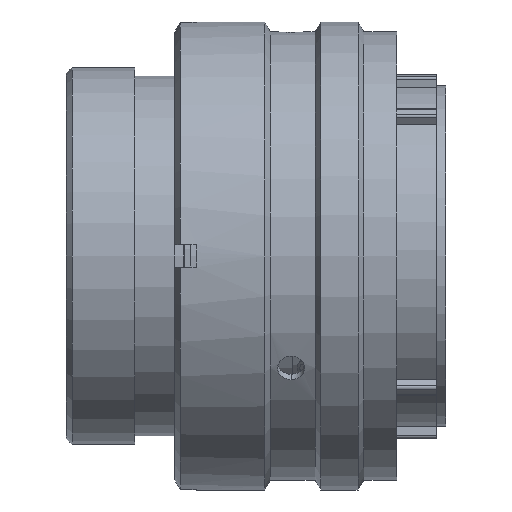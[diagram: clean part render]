
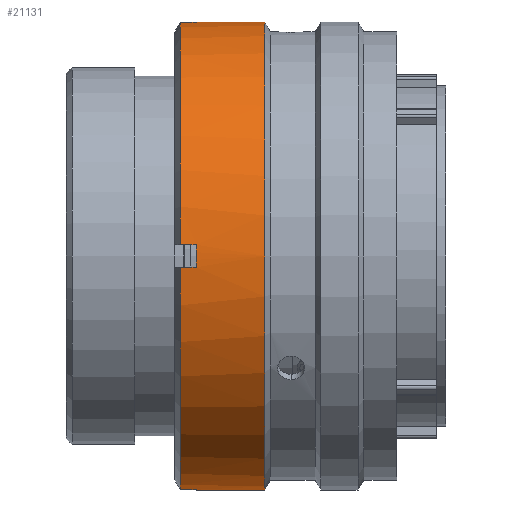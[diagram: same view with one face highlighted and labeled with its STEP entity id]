
A CAD part, front view. The second image highlights one B-rep face of the part: STEP entity #21131.
In plain terms, the highlighted cylindrical face has radius 20.6 mm (diameter 41.2 mm), a partial arc.
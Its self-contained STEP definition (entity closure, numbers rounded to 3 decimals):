
#178 = LINE ( 'NONE', #22876, #93398 ) ;
#733 = VECTOR ( 'NONE', #72824, 1000. ) ;
#1230 = AXIS2_PLACEMENT_3D ( 'NONE', #21321, #45164, #28946 ) ;
#3824 = EDGE_CURVE ( 'NONE', #28843, #3962, #36492, .T. ) ;
#3962 = VERTEX_POINT ( 'NONE', #23453 ) ;
#4396 = EDGE_CURVE ( 'NONE', #30793, #82231, #43486, .T. ) ;
#7143 = CYLINDRICAL_SURFACE ( 'NONE', #30264, 20.6 ) ;
#7581 = EDGE_CURVE ( 'NONE', #14945, #88278, #178, .T. ) ;
#8363 = CARTESIAN_POINT ( 'NONE',  ( 11.42, 0., 0. ) ) ;
#10714 = EDGE_CURVE ( 'NONE', #88278, #30793, #16855, .T. ) ;
#13219 = DIRECTION ( 'NONE',  ( 1., 0., 0. ) ) ;
#13441 = EDGE_CURVE ( 'NONE', #84098, #63478, #90092, .T. ) ;
#14913 = DIRECTION ( 'NONE',  ( 1., 0., 0. ) ) ;
#14945 = VERTEX_POINT ( 'NONE', #56587 ) ;
#15400 = ORIENTED_EDGE ( 'NONE', *, *, #89063, .T. ) ;
#16855 = CIRCLE ( 'NONE', #87546, 20.6 ) ;
#17186 = CARTESIAN_POINT ( 'NONE',  ( 11.42, 0., -20.6 ) ) ;
#19082 = VECTOR ( 'NONE', #13219, 1000. ) ;
#19828 = DIRECTION ( 'NONE',  ( 1., 0., 0. ) ) ;
#20036 = ORIENTED_EDGE ( 'NONE', *, *, #76053, .F. ) ;
#21131 = ADVANCED_FACE ( 'NONE', ( #21256 ), #7143, .T. ) ;
#21256 = FACE_OUTER_BOUND ( 'NONE', #63550, .T. ) ;
#21321 = CARTESIAN_POINT ( 'NONE',  ( 11.42, 0., 0. ) ) ;
#22658 = CARTESIAN_POINT ( 'NONE',  ( 29.07, -20.576, 1. ) ) ;
#22876 = CARTESIAN_POINT ( 'NONE',  ( 29.07, -1., 20.576 ) ) ;
#22960 = CARTESIAN_POINT ( 'NONE',  ( 11.42, -1., -20.576 ) ) ;
#23453 = CARTESIAN_POINT ( 'NONE',  ( 10.02, -1., -20.576 ) ) ;
#25678 = CARTESIAN_POINT ( 'NONE',  ( 29.07, -1., -20.576 ) ) ;
#26462 = CIRCLE ( 'NONE', #76651, 20.6 ) ;
#26644 = ORIENTED_EDGE ( 'NONE', *, *, #68928, .T. ) ;
#26996 = CARTESIAN_POINT ( 'NONE',  ( 10.02, 0., 0. ) ) ;
#27191 = EDGE_CURVE ( 'NONE', #3962, #84098, #91281, .T. ) ;
#27298 = ORIENTED_EDGE ( 'NONE', *, *, #10714, .T. ) ;
#28843 = VERTEX_POINT ( 'NONE', #94021 ) ;
#28946 = DIRECTION ( 'NONE',  ( 0., 0., 1. ) ) ;
#30264 = AXIS2_PLACEMENT_3D ( 'NONE', #84734, #77497, #93017 ) ;
#30793 = VERTEX_POINT ( 'NONE', #45684 ) ;
#32799 = EDGE_CURVE ( 'NONE', #89940, #68779, #69915, .T. ) ;
#34149 = CARTESIAN_POINT ( 'NONE',  ( 11.42, 0., 20.6 ) ) ;
#34214 = AXIS2_PLACEMENT_3D ( 'NONE', #65680, #19828, #88478 ) ;
#35630 = LINE ( 'NONE', #96707, #19082 ) ;
#36492 = CIRCLE ( 'NONE', #38432, 20.6 ) ;
#38432 = AXIS2_PLACEMENT_3D ( 'NONE', #75276, #14913, #67651 ) ;
#39077 = DIRECTION ( 'NONE',  ( 0., 0., 1. ) ) ;
#39273 = ORIENTED_EDGE ( 'NONE', *, *, #4396, .T. ) ;
#40134 = CARTESIAN_POINT ( 'NONE',  ( 11.42, 0., 0. ) ) ;
#41817 = CARTESIAN_POINT ( 'NONE',  ( 29.07, -20.576, -1. ) ) ;
#43486 = LINE ( 'NONE', #22658, #60004 ) ;
#44933 = ORIENTED_EDGE ( 'NONE', *, *, #7581, .T. ) ;
#45164 = DIRECTION ( 'NONE',  ( 1., 0., 0. ) ) ;
#45684 = CARTESIAN_POINT ( 'NONE',  ( 10.02, -20.576, 1. ) ) ;
#46843 = LINE ( 'NONE', #65206, #733 ) ;
#47529 = CARTESIAN_POINT ( 'NONE',  ( 11.42, -20.576, 1. ) ) ;
#48167 = DIRECTION ( 'NONE',  ( 1., 0., 0. ) ) ;
#49361 = DIRECTION ( 'NONE',  ( -1., 0., 0. ) ) ;
#50692 = ORIENTED_EDGE ( 'NONE', *, *, #57220, .T. ) ;
#53891 = CIRCLE ( 'NONE', #71093, 20.6 ) ;
#54509 = DIRECTION ( 'NONE',  ( 1., 0., 0. ) ) ;
#54753 = LINE ( 'NONE', #41817, #76049 ) ;
#54979 = ORIENTED_EDGE ( 'NONE', *, *, #32799, .F. ) ;
#55922 = VERTEX_POINT ( 'NONE', #34149 ) ;
#56587 = CARTESIAN_POINT ( 'NONE',  ( 11.42, -1., 20.576 ) ) ;
#57220 = EDGE_CURVE ( 'NONE', #55922, #14945, #53891, .T. ) ;
#58230 = EDGE_CURVE ( 'NONE', #58903, #28843, #54753, .T. ) ;
#58903 = VERTEX_POINT ( 'NONE', #84776 ) ;
#60004 = VECTOR ( 'NONE', #68510, 1000. ) ;
#63478 = VERTEX_POINT ( 'NONE', #17186 ) ;
#63550 = EDGE_LOOP ( 'NONE', ( #20036, #50692, #44933, #27298, #39273, #15400, #96918, #90757, #63589, #69558, #26644, #54979 ) ) ;
#63589 = ORIENTED_EDGE ( 'NONE', *, *, #27191, .T. ) ;
#64384 = CARTESIAN_POINT ( 'NONE',  ( 17.44, 0., -20.6 ) ) ;
#65206 = CARTESIAN_POINT ( 'NONE',  ( 29.07, 0., 20.6 ) ) ;
#65680 = CARTESIAN_POINT ( 'NONE',  ( 17.44, 0., 0. ) ) ;
#67651 = DIRECTION ( 'NONE',  ( 0., 0., -1. ) ) ;
#68510 = DIRECTION ( 'NONE',  ( 1., 0., 0. ) ) ;
#68779 = VERTEX_POINT ( 'NONE', #64384 ) ;
#68928 = EDGE_CURVE ( 'NONE', #63478, #68779, #35630, .T. ) ;
#69558 = ORIENTED_EDGE ( 'NONE', *, *, #13441, .T. ) ;
#69915 = CIRCLE ( 'NONE', #34214, 20.6 ) ;
#70837 = CARTESIAN_POINT ( 'NONE',  ( 10.02, -1., 20.576 ) ) ;
#71093 = AXIS2_PLACEMENT_3D ( 'NONE', #40134, #92912, #84953 ) ;
#72824 = DIRECTION ( 'NONE',  ( 1., 0., 0. ) ) ;
#75276 = CARTESIAN_POINT ( 'NONE',  ( 10.02, 0., 0. ) ) ;
#75688 = DIRECTION ( 'NONE',  ( -1., 0., 0. ) ) ;
#76049 = VECTOR ( 'NONE', #49361, 1000. ) ;
#76053 = EDGE_CURVE ( 'NONE', #55922, #89940, #46843, .T. ) ;
#76651 = AXIS2_PLACEMENT_3D ( 'NONE', #8363, #54509, #39077 ) ;
#77497 = DIRECTION ( 'NONE',  ( 1., 0., 0. ) ) ;
#79114 = DIRECTION ( 'NONE',  ( 1., 0., 0. ) ) ;
#79442 = DIRECTION ( 'NONE',  ( 0., 0., -1. ) ) ;
#82231 = VERTEX_POINT ( 'NONE', #47529 ) ;
#84098 = VERTEX_POINT ( 'NONE', #22960 ) ;
#84734 = CARTESIAN_POINT ( 'NONE',  ( 29.07, 0., 0. ) ) ;
#84776 = CARTESIAN_POINT ( 'NONE',  ( 11.42, -20.576, -1. ) ) ;
#84953 = DIRECTION ( 'NONE',  ( 0., 0., 1. ) ) ;
#87072 = CARTESIAN_POINT ( 'NONE',  ( 17.44, 0., 20.6 ) ) ;
#87546 = AXIS2_PLACEMENT_3D ( 'NONE', #26996, #79114, #79442 ) ;
#88278 = VERTEX_POINT ( 'NONE', #70837 ) ;
#88478 = DIRECTION ( 'NONE',  ( 0., 0., -1. ) ) ;
#89063 = EDGE_CURVE ( 'NONE', #82231, #58903, #26462, .T. ) ;
#89940 = VERTEX_POINT ( 'NONE', #87072 ) ;
#90092 = CIRCLE ( 'NONE', #1230, 20.6 ) ;
#90757 = ORIENTED_EDGE ( 'NONE', *, *, #3824, .T. ) ;
#91281 = LINE ( 'NONE', #25678, #93659 ) ;
#92912 = DIRECTION ( 'NONE',  ( 1., 0., 0. ) ) ;
#93017 = DIRECTION ( 'NONE',  ( 0., 0., -1. ) ) ;
#93398 = VECTOR ( 'NONE', #75688, 1000. ) ;
#93659 = VECTOR ( 'NONE', #48167, 1000. ) ;
#94021 = CARTESIAN_POINT ( 'NONE',  ( 10.02, -20.576, -1. ) ) ;
#96707 = CARTESIAN_POINT ( 'NONE',  ( 29.07, 0., -20.6 ) ) ;
#96918 = ORIENTED_EDGE ( 'NONE', *, *, #58230, .T. ) ;
